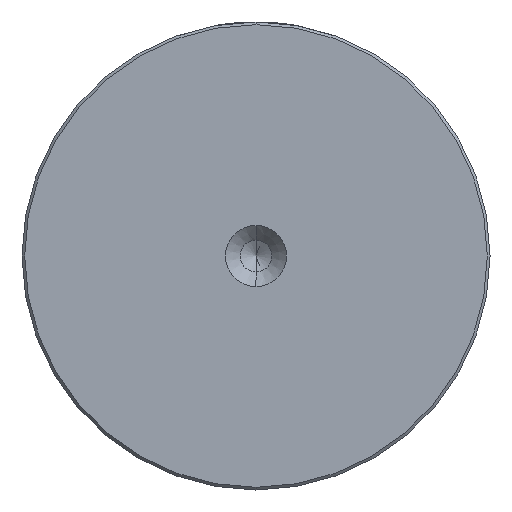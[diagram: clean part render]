
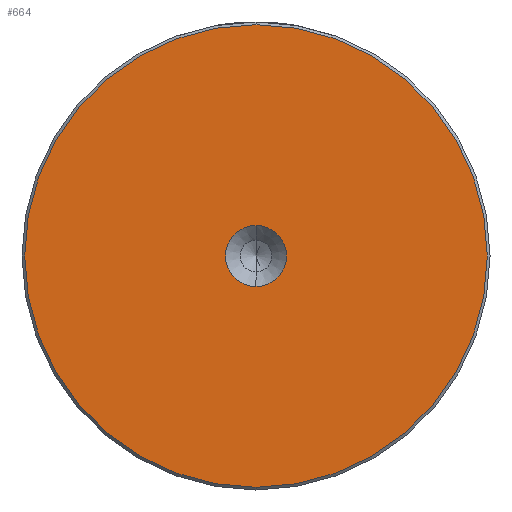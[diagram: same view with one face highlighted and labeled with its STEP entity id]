
A CAD part, left-side view. The second image highlights one B-rep face of the part: STEP entity #664.
In plain terms, the highlighted planar face has unit normal (-1, 0, 0).
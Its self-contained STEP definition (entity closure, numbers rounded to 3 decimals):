
#111 = CIRCLE ( 'NONE', #915, 5.6 ) ;
#226 = CARTESIAN_POINT ( 'NONE',  ( 0., 0., -42.5 ) ) ;
#318 = ORIENTED_EDGE ( 'NONE', *, *, #2292, .F. ) ;
#377 = CARTESIAN_POINT ( 'NONE',  ( 0., 0., 0. ) ) ;
#597 = DIRECTION ( 'NONE',  ( 0., 0., 1. ) ) ;
#605 = DIRECTION ( 'NONE',  ( -1., 0., 0. ) ) ;
#608 = FACE_BOUND ( 'NONE', #682, .T. ) ;
#664 = ADVANCED_FACE ( 'NONE', ( #2233, #608 ), #2272, .T. ) ;
#682 = EDGE_LOOP ( 'NONE', ( #2207, #318 ) ) ;
#757 = EDGE_CURVE ( 'NONE', #825, #2364, #2036, .T. ) ;
#758 = ORIENTED_EDGE ( 'NONE', *, *, #757, .T. ) ;
#777 = DIRECTION ( 'NONE',  ( -1., 0., 0. ) ) ;
#825 = VERTEX_POINT ( 'NONE', #1039 ) ;
#839 = ORIENTED_EDGE ( 'NONE', *, *, #1407, .T. ) ;
#915 = AXIS2_PLACEMENT_3D ( 'NONE', #1807, #605, #2025 ) ;
#1034 = CIRCLE ( 'NONE', #2613, 5.6 ) ;
#1039 = CARTESIAN_POINT ( 'NONE',  ( 0., 0., 42.5 ) ) ;
#1237 = CARTESIAN_POINT ( 'NONE',  ( 0., 0., -5.6 ) ) ;
#1407 = EDGE_CURVE ( 'NONE', #2364, #825, #2480, .T. ) ;
#1490 = VERTEX_POINT ( 'NONE', #1237 ) ;
#1493 = AXIS2_PLACEMENT_3D ( 'NONE', #2198, #2376, #2190 ) ;
#1695 = AXIS2_PLACEMENT_3D ( 'NONE', #377, #1801, #597 ) ;
#1727 = EDGE_CURVE ( 'NONE', #1854, #1490, #111, .T. ) ;
#1801 = DIRECTION ( 'NONE',  ( -1., 0., 0. ) ) ;
#1807 = CARTESIAN_POINT ( 'NONE',  ( 0., 0., 0. ) ) ;
#1808 = DIRECTION ( 'NONE',  ( 0., 0., 1. ) ) ;
#1819 = DIRECTION ( 'NONE',  ( -1., 0., 0. ) ) ;
#1829 = CARTESIAN_POINT ( 'NONE',  ( 0., 0., 0. ) ) ;
#1837 = CARTESIAN_POINT ( 'NONE',  ( 0., 0., 5.6 ) ) ;
#1854 = VERTEX_POINT ( 'NONE', #1837 ) ;
#1991 = CARTESIAN_POINT ( 'NONE',  ( 0., 0., 0. ) ) ;
#2025 = DIRECTION ( 'NONE',  ( 0., 0., 1. ) ) ;
#2036 = CIRCLE ( 'NONE', #2047, 42.5 ) ;
#2047 = AXIS2_PLACEMENT_3D ( 'NONE', #1829, #1819, #1808 ) ;
#2190 = DIRECTION ( 'NONE',  ( 0., 0., 1. ) ) ;
#2198 = CARTESIAN_POINT ( 'NONE',  ( 0., 0., 0. ) ) ;
#2205 = DIRECTION ( 'NONE',  ( 0., 0., 1. ) ) ;
#2207 = ORIENTED_EDGE ( 'NONE', *, *, #1727, .F. ) ;
#2233 = FACE_OUTER_BOUND ( 'NONE', #2627, .T. ) ;
#2272 = PLANE ( 'NONE',  #1493 ) ;
#2292 = EDGE_CURVE ( 'NONE', #1490, #1854, #1034, .T. ) ;
#2364 = VERTEX_POINT ( 'NONE', #226 ) ;
#2376 = DIRECTION ( 'NONE',  ( -1., 0., 0. ) ) ;
#2480 = CIRCLE ( 'NONE', #1695, 42.5 ) ;
#2613 = AXIS2_PLACEMENT_3D ( 'NONE', #1991, #777, #2205 ) ;
#2627 = EDGE_LOOP ( 'NONE', ( #839, #758 ) ) ;
